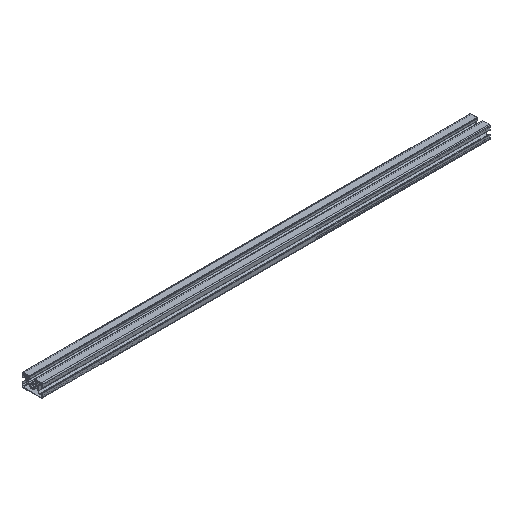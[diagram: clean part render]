
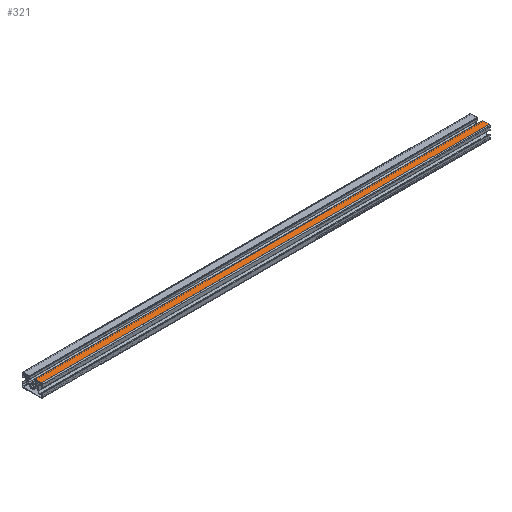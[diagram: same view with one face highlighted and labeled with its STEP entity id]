
A CAD part, isometric view. The second image highlights one B-rep face of the part: STEP entity #321.
In plain terms, the highlighted planar face has unit normal (0, 0, 1).
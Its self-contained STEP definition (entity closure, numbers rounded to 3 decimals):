
#321=ADVANCED_FACE('',(#655),#656,.T.);
#655=FACE_OUTER_BOUND('',#1007,.T.);
#656=PLANE('',#1008);
#1007=EDGE_LOOP('',(#1813,#1814,#1815,#1816));
#1008=AXIS2_PLACEMENT_3D('',#1817,#1818,#1819);
#1813=ORIENTED_EDGE('',*,*,#2555,.T.);
#1814=ORIENTED_EDGE('',*,*,#2556,.F.);
#1815=ORIENTED_EDGE('',*,*,#2557,.T.);
#1816=ORIENTED_EDGE('',*,*,#2552,.T.);
#1817=CARTESIAN_POINT('',(0.0,-13.15,17.5));
#1818=DIRECTION('',(0.0,0.0,1.0));
#1819=DIRECTION('',(0.0,-1.0,0.0));
#2552=EDGE_CURVE('',#3180,#3178,#3181,.T.);
#2555=EDGE_CURVE('',#3178,#3184,#3185,.T.);
#2556=EDGE_CURVE('',#3186,#3184,#3187,.T.);
#2557=EDGE_CURVE('',#3186,#3180,#3188,.T.);
#3178=VERTEX_POINT('',#4093);
#3180=VERTEX_POINT('',#4095);
#3181=LINE('',#4096,#4097);
#3184=VERTEX_POINT('',#4100);
#3185=LINE('',#4101,#4102);
#3186=VERTEX_POINT('',#4103);
#3187=LINE('',#4104,#4105);
#3188=LINE('',#4106,#4107);
#4093=CARTESIAN_POINT('',(1000.0,-20.5,17.5));
#4095=CARTESIAN_POINT('',(0.0,-20.5,17.5));
#4096=CARTESIAN_POINT('',(0.0,-20.5,17.5));
#4097=VECTOR('',#4581,1.0);
#4100=CARTESIAN_POINT('',(1000.0,-5.8,17.5));
#4101=CARTESIAN_POINT('',(1000.0,-5.8,17.5));
#4102=VECTOR('',#4585,1.0);
#4103=CARTESIAN_POINT('',(0.0,-5.8,17.5));
#4104=CARTESIAN_POINT('',(0.0,-5.8,17.5));
#4105=VECTOR('',#4586,1.0);
#4106=CARTESIAN_POINT('',(0.0,-5.8,17.5));
#4107=VECTOR('',#4587,1.0);
#4581=DIRECTION('',(1.0,0.0,0.0));
#4585=DIRECTION('',(0.0,1.0,0.0));
#4586=DIRECTION('',(1.0,0.0,0.0));
#4587=DIRECTION('',(0.0,-1.0,0.0));
